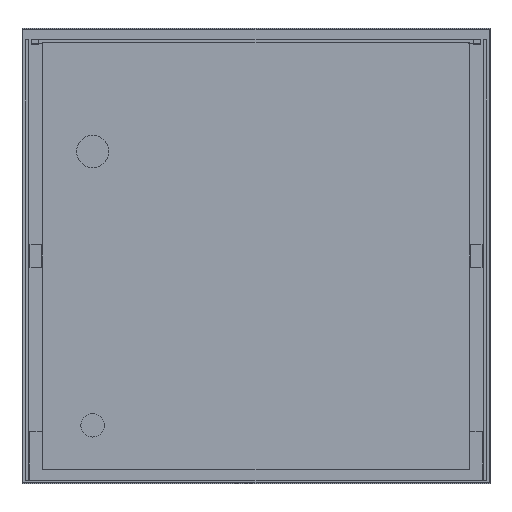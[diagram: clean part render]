
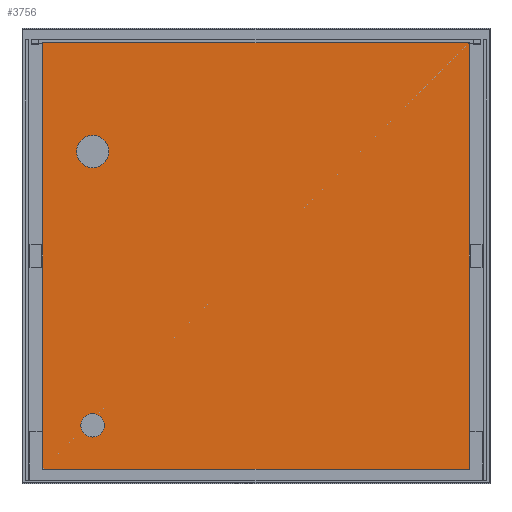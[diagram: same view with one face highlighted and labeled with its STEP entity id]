
A CAD part, front view. The second image highlights one B-rep face of the part: STEP entity #3756.
In plain terms, the highlighted planar face has unit normal (0, -1, 0).
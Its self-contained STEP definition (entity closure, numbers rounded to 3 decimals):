
#184=FACE_OUTER_BOUND('',#409,.T.);
#409=EDGE_LOOP('',(#2513,#2514,#2515,#2516));
#643=LINE('',#5310,#1125);
#647=LINE('',#5318,#1129);
#650=LINE('',#5324,#1132);
#653=LINE('',#5329,#1135);
#1125=VECTOR('',#4290,1000.);
#1129=VECTOR('',#4296,1000.);
#1132=VECTOR('',#4301,1000.);
#1135=VECTOR('',#4306,1000.);
#1607=VERTEX_POINT('',#5308);
#1608=VERTEX_POINT('',#5309);
#1611=VERTEX_POINT('',#5317);
#1613=VERTEX_POINT('',#5323);
#1963=EDGE_CURVE('',#1607,#1608,#643,.T.);
#1967=EDGE_CURVE('',#1608,#1611,#647,.T.);
#1970=EDGE_CURVE('',#1611,#1613,#650,.T.);
#1973=EDGE_CURVE('',#1613,#1607,#653,.T.);
#2513=ORIENTED_EDGE('',*,*,#1963,.F.);
#2514=ORIENTED_EDGE('',*,*,#1973,.F.);
#2515=ORIENTED_EDGE('',*,*,#1970,.F.);
#2516=ORIENTED_EDGE('',*,*,#1967,.F.);
#3546=PLANE('',#4023);
#3756=ADVANCED_FACE('',(#184),#3546,.F.);
#4023=AXIS2_PLACEMENT_3D('',#5340,#4314,#4315);
#4290=DIRECTION('',(0.,0.,-1.));
#4296=DIRECTION('',(-1.,0.,0.));
#4301=DIRECTION('',(0.,0.,1.));
#4306=DIRECTION('',(1.,0.,0.));
#4314=DIRECTION('center_axis',(0.,1.,0.));
#4315=DIRECTION('ref_axis',(0.,0.,1.));
#5308=CARTESIAN_POINT('',(362.5,0.,362.5));
#5309=CARTESIAN_POINT('',(362.5,0.,-362.5));
#5310=CARTESIAN_POINT('',(362.5,0.,-362.5));
#5317=CARTESIAN_POINT('',(-362.5,0.,-362.5));
#5318=CARTESIAN_POINT('',(-362.5,0.,-362.5));
#5323=CARTESIAN_POINT('',(-362.5,0.,362.5));
#5324=CARTESIAN_POINT('',(-362.5,0.,-362.5));
#5329=CARTESIAN_POINT('',(-362.5,0.,362.5));
#5340=CARTESIAN_POINT('Origin',(0.,0.,0.));
